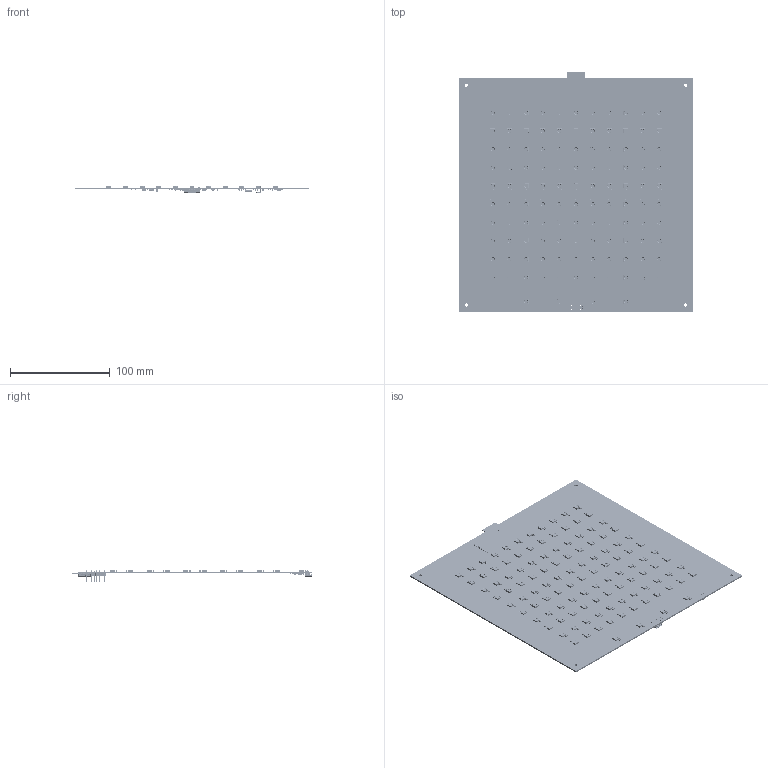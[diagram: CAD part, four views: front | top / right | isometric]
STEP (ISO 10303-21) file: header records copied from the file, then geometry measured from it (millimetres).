
FILE_DESCRIPTION(('KiCad electronic assembly'),'2;1');
FILE_NAME('ESP-Wordclock_A.step','2024-11-12T21:18:32',('Pcbnew'),( 'Kicad'),'Open CASCADE STEP processor 7.6','KiCad to STEP converter' ,'Unknown');
FILE_SCHEMA(('AUTOMOTIVE_DESIGN { 1 0 10303 214 1 1 1 1 }'));
Length unit declared in the file: millimetre
Products named in the file (30): ESP-Wordclock_A 1; C_0805_2012Metric; LED_WS2812B_PLCC4_5.0x5.0mm_P3.2mm; LED_WS2812B_PLCC4_50x50mm_P32mm; R_0805_2012Metric; SOT-23; SOT_23; SOT-223; SOT_223; USB_C_Receptacle_GCT_USB4105-xx-A_16P_TopMnt_Horizontal; USB_C_Receptacle_16P_TopMnt_Horizontal_GCT_USB4105-xx-A; R_LDR_5.1x4.3mm_P3.4mm_Vertical; LED_0805_2012Metric; SOIC-16W_7.5x10.3mm_P1.27mm; SOIC_16W_75x103mm_P127mm; ESP32-C3-WROOM-02; QFN-24-1EP_4x4mm_P0.5mm_EP2.6x2.6mm; QFN-24-1EP_4x4mm_Pitch0.5mm; PinHeader_1x08_P2.54mm_Vertical; PinHeader_1x08_P254mm_Vertical; SOT-143; SOT_143; HVSOF6; ESP-Wordclock_PCB
Assembly tree (314 placements, depth 3):
  ESP-Wordclock_A 1
    C_0805_2012Metric  x140
      C_0805_2012Metric
    LED_WS2812B_PLCC4_5.0x5.0mm_P3.2mm  x114
      LED_WS2812B_PLCC4_50x50mm_P32mm
    R_0805_2012Metric  x29
      R_0805_2012Metric
    SOT-23  x3
      SOT_23
    SOT-223
      SOT_223
    USB_C_Receptacle_GCT_USB4105-xx-A_16P_TopMnt_Horizontal
      USB_C_Receptacle_16P_TopMnt_Horizontal_GCT_USB4105-xx-A
    R_LDR_5.1x4.3mm_P3.4mm_Vertical
      R_LDR_5.1x4.3mm_P3.4mm_Vertical
    LED_0805_2012Metric  x4
      LED_0805_2012Metric
    SOIC-16W_7.5x10.3mm_P1.27mm
      SOIC_16W_75x103mm_P127mm
    ESP32-C3-WROOM-02
      ESP32-C3-WROOM-02
    QFN-24-1EP_4x4mm_P0.5mm_EP2.6x2.6mm
      QFN-24-1EP_4x4mm_Pitch0.5mm
    PinHeader_1x08_P2.54mm_Vertical
      PinHeader_1x08_P254mm_Vertical
    SOT-143
      SOT_143
    HVSOF6
      HVSOF6
    ESP-Wordclock_PCB
Bounding box: 235 x 241.2 x 11.84 mm (x, y, z)
Volume: 93954.8 mm3; surface area: 127486.4 mm2
Topology: 365 solids, 365 shells, 14802 faces, 40976 edges, 26858 vertices
Faces by surface type: plane 9668, cylinder 4829, bspline 179, cone 122, sphere 4
Full cylindrical faces by diameter (mm): 0.2 x21, 0.3 x1, 0.5 x8, 0.6 x1, 0.65 x2, 0.8 x2, 1 x8, 3.2 x4, 3.333 x114
Entity records: 83322 total; most frequent: CARTESIAN_POINT 12330, ORIENTED_EDGE 11176, DIRECTION 11024, EDGE_CURVE 5588, LINE 4636, VECTOR 4636, VERTEX_POINT 3568, AXIS2_PLACEMENT_3D 3194
